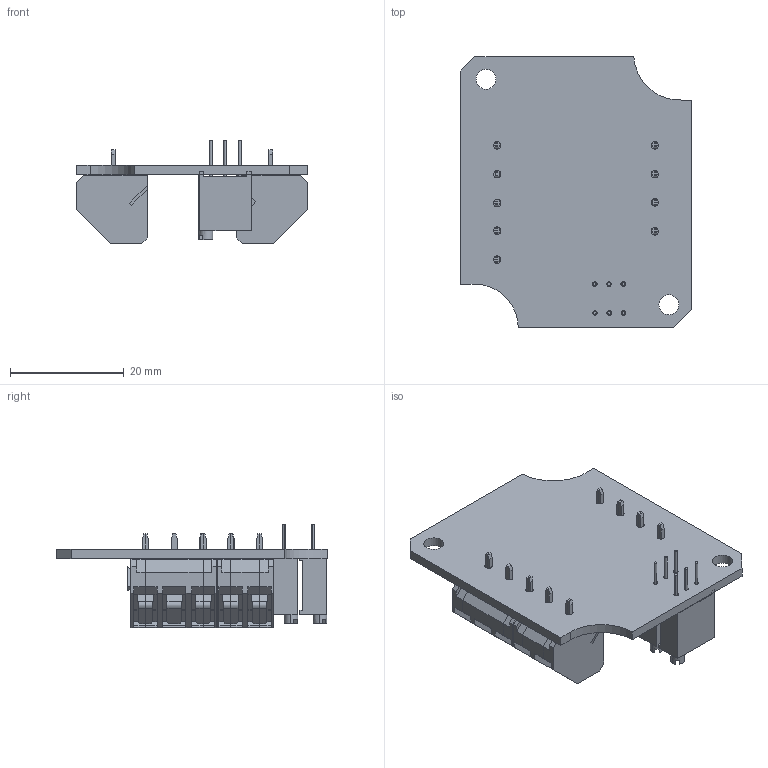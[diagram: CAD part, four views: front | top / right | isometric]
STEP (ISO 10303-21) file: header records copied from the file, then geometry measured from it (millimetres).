
FILE_DESCRIPTION(('Open CASCADE Model'),'2;1');
FILE_NAME('Open CASCADE Shape Model','2024-07-03T17:11:26',('Author'),( 'Open CASCADE'),'Open CASCADE STEP processor 7.5','Open CASCADE 7.5' ,'Unknown');
FILE_SCHEMA(('AUTOMOTIVE_DESIGN { 1 0 10303 214 1 1 1 1 }'));
Length unit declared in the file: millimetre
Products named in the file (18): PCB; Board; Open CASCADE STEP translator 7.5 1.1.1; Designator2; User Library-Potenciometro Vertical; Designator1; Designator11; 691201520002; COB5.08_SX; COB5.08_DX; Designator14; 691201520003; Designator15; Designator18
Assembly tree (20 placements, depth 4):
  PCB
    Board
      Open CASCADE STEP translator 7.5 1.1.1
    Designator2
      User Library-Potenciometro Vertical
    Designator1
      User Library-Potenciometro Vertical
    Designator11
      691201520002
        COB5.08_SX
        691201520002
        COB5.08_DX
    Designator14
      691201520003
        COB5.08_SX
        COB5.08_DX
        691201520003
    Designator15
      691201520002
        COB5.08_SX
        691201520002
        COB5.08_DX
    Designator18
      691201520002
        COB5.08_SX
        691201520002
        COB5.08_DX
Bounding box: 40.69 x 47.62 x 18.14 mm (x, y, z)
Volume: 8599.4 mm3; surface area: 10769.1 mm2
Topology: 15 solids, 15 shells, 842 faces, 2404 edges, 1599 vertices
Faces by surface type: plane 756, cylinder 86
Full cylindrical faces by diameter (mm): 0.8 x6, 1.3 x9, 3.5 x2, 3.6 x1
Entity records: 18224 total; most frequent: CARTESIAN_POINT 2664, ORIENTED_EDGE 2622, DIRECTION 2422, EDGE_CURVE 1311, LINE 1158, VECTOR 1158, VERTEX_POINT 872, AXIS2_PLACEMENT_3D 632
